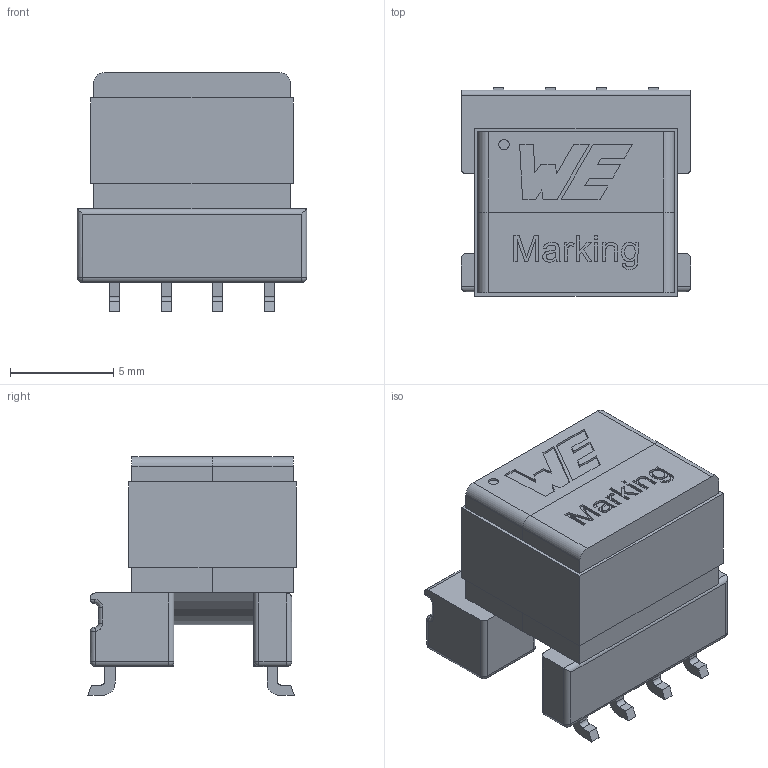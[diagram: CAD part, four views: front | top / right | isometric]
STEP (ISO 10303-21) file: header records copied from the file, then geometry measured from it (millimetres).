
FILE_DESCRIPTION(/* description */ ('Unknown'),/* implementation_level */ '2;1');
FILE_NAME(/* name */ 'T_Wurth_WE-AGDT-EP7',/* time_stamp */ '2025-04-08T11:07:02+08:00',/* author */ ('Unknown'),/* organization */ ('Unknown'),/* preprocessor_version */ 'ST-DEVELOPER v19.4',/* originating_system */ 'Solid Edge',/* authorisation */ 'Unknown');
FILE_SCHEMA (('AUTOMOTIVE_DESIGN {1 0 10303 214 3 1 1}'));
Length unit declared in the file: millimetre
Products named in the file (2): T_Wurth_WE-AGDT-EP7
Assembly tree (1 placements, depth 2):
  T_Wurth_WE-AGDT-EP7
    T_Wurth_WE-AGDT-EP7
Bounding box: 11.1 x 10.1 x 11.56 mm (x, y, z)
Volume: 717.8 mm3; surface area: 1625.4 mm2
Topology: 5 solids, 5 shells, 395 faces, 978 edges, 598 vertices
Faces by surface type: plane 209, cylinder 120, bspline 40, sphere 14, torus 12
Full cylindrical faces by diameter (mm): 0.5 x1, 3.4 x2, 3.5 x1, 4.52 x2, 6.6 x1
Entity records: 15378 total; most frequent: CARTESIAN_POINT 3819, ORIENTED_EDGE 1904, DIRECTION 1678, EDGE_CURVE 952, VERTEX_POINT 598, AXIS2_PLACEMENT_3D 563, LINE 552, VECTOR 552
